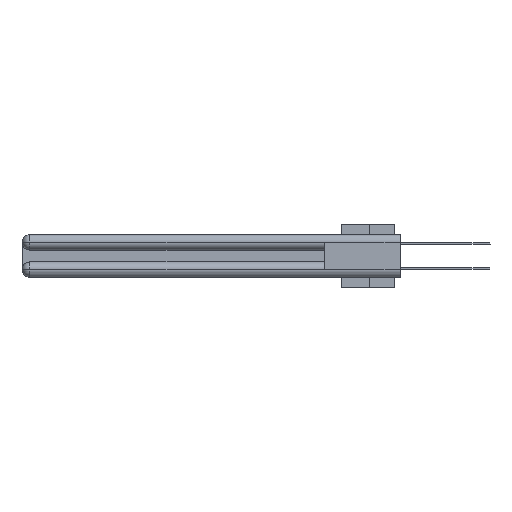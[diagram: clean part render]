
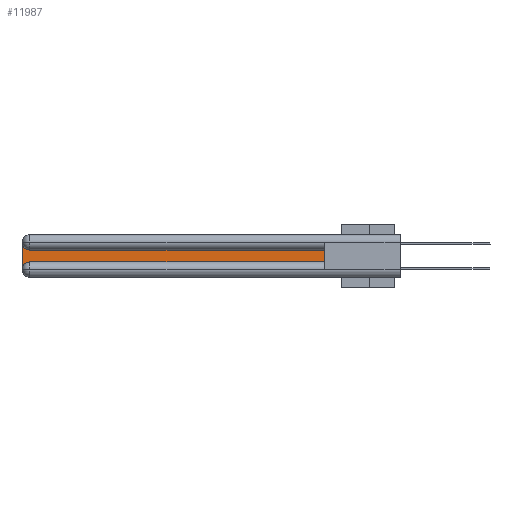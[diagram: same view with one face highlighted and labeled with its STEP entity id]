
A CAD part, left-side view. The second image highlights one B-rep face of the part: STEP entity #11987.
In plain terms, the highlighted planar face has unit normal (-1, 0, 0).
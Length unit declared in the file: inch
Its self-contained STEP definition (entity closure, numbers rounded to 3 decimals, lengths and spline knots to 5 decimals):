
#978 = EDGE_CURVE ( 'NONE', #34209, #7525, #12818, .T. ) ;
#2294 = CARTESIAN_POINT ( 'NONE',  ( 0.075, 3., -0.2175 ) ) ;
#2708 = DIRECTION ( 'NONE',  ( 0., 0., -1. ) ) ;
#2947 = LINE ( 'NONE', #4110, #31907 ) ;
#3004 = DIRECTION ( 'NONE',  ( 0., 1., 0. ) ) ;
#3480 = FACE_OUTER_BOUND ( 'NONE', #29573, .T. ) ;
#3502 = ORIENTED_EDGE ( 'NONE', *, *, #978, .T. ) ;
#4110 = CARTESIAN_POINT ( 'NONE',  ( 0.075, 0.6, -0.2175 ) ) ;
#4413 = EDGE_CURVE ( 'NONE', #23302, #13693, #4506, .T. ) ;
#4506 = CIRCLE ( 'NONE', #14307, 0.06 ) ;
#4720 = LINE ( 'NONE', #11430, #34120 ) ;
#5918 = CARTESIAN_POINT ( 'NONE',  ( 0.075, 2.94, -0.2175 ) ) ;
#7148 = VECTOR ( 'NONE', #36463, 39.37008 ) ;
#7301 = CARTESIAN_POINT ( 'NONE',  ( 0.075, 2.94, -0.2775 ) ) ;
#7525 = VERTEX_POINT ( 'NONE', #15588 ) ;
#7623 = PLANE ( 'NONE',  #11249 ) ;
#8528 = ORIENTED_EDGE ( 'NONE', *, *, #26027, .T. ) ;
#9654 = DIRECTION ( 'NONE',  ( 0., 0., -1. ) ) ;
#9699 = CARTESIAN_POINT ( 'NONE',  ( 0.075, 2.94, -0.1225 ) ) ;
#11249 = AXIS2_PLACEMENT_3D ( 'NONE', #19957, #21700, #2708 ) ;
#11430 = CARTESIAN_POINT ( 'NONE',  ( 0.075, 0.6, -0.2175 ) ) ;
#11849 = ORIENTED_EDGE ( 'NONE', *, *, #27199, .T. ) ;
#11987 = ADVANCED_FACE ( 'NONE', ( #3480 ), #7623, .F. ) ;
#12818 = CIRCLE ( 'NONE', #22088, 0.06 ) ;
#13693 = VERTEX_POINT ( 'NONE', #5918 ) ;
#14307 = AXIS2_PLACEMENT_3D ( 'NONE', #7301, #21239, #9654 ) ;
#15588 = CARTESIAN_POINT ( 'NONE',  ( 0.075, 3., -0.0625 ) ) ;
#15720 = EDGE_CURVE ( 'NONE', #7525, #23302, #36097, .T. ) ;
#16353 = LINE ( 'NONE', #20484, #27460 ) ;
#16510 = VERTEX_POINT ( 'NONE', #28140 ) ;
#18834 = CARTESIAN_POINT ( 'NONE',  ( 0.075, 0.6, -0.2175 ) ) ;
#19957 = CARTESIAN_POINT ( 'NONE',  ( 0.075, 3., -0.1225 ) ) ;
#20484 = CARTESIAN_POINT ( 'NONE',  ( 0.075, 0.6, -0.1225 ) ) ;
#21007 = DIRECTION ( 'NONE',  ( 0., 0., -1. ) ) ;
#21239 = DIRECTION ( 'NONE',  ( 1., 0., 0. ) ) ;
#21700 = DIRECTION ( 'NONE',  ( 1., 0., 0. ) ) ;
#21798 = VERTEX_POINT ( 'NONE', #18834 ) ;
#22088 = AXIS2_PLACEMENT_3D ( 'NONE', #35324, #32412, #21007 ) ;
#23302 = VERTEX_POINT ( 'NONE', #35130 ) ;
#24287 = DIRECTION ( 'NONE',  ( 0., -1., 0. ) ) ;
#26027 = EDGE_CURVE ( 'NONE', #13693, #21798, #2947, .T. ) ;
#26528 = EDGE_CURVE ( 'NONE', #21798, #16510, #4720, .T. ) ;
#27199 = EDGE_CURVE ( 'NONE', #16510, #34209, #16353, .T. ) ;
#27460 = VECTOR ( 'NONE', #3004, 39.37008 ) ;
#28140 = CARTESIAN_POINT ( 'NONE',  ( 0.075, 0.6, -0.1225 ) ) ;
#28714 = ORIENTED_EDGE ( 'NONE', *, *, #4413, .T. ) ;
#28985 = DIRECTION ( 'NONE',  ( 0., 0., 1. ) ) ;
#29573 = EDGE_LOOP ( 'NONE', ( #11849, #3502, #30817, #28714, #8528, #36351 ) ) ;
#30817 = ORIENTED_EDGE ( 'NONE', *, *, #15720, .T. ) ;
#31907 = VECTOR ( 'NONE', #24287, 39.37008 ) ;
#32412 = DIRECTION ( 'NONE',  ( 1., 0., 0. ) ) ;
#34120 = VECTOR ( 'NONE', #28985, 39.37008 ) ;
#34209 = VERTEX_POINT ( 'NONE', #9699 ) ;
#35130 = CARTESIAN_POINT ( 'NONE',  ( 0.075, 3., -0.2775 ) ) ;
#35324 = CARTESIAN_POINT ( 'NONE',  ( 0.075, 2.94, -0.0625 ) ) ;
#36097 = LINE ( 'NONE', #2294, #7148 ) ;
#36351 = ORIENTED_EDGE ( 'NONE', *, *, #26528, .T. ) ;
#36463 = DIRECTION ( 'NONE',  ( 0., 0., -1. ) ) ;
